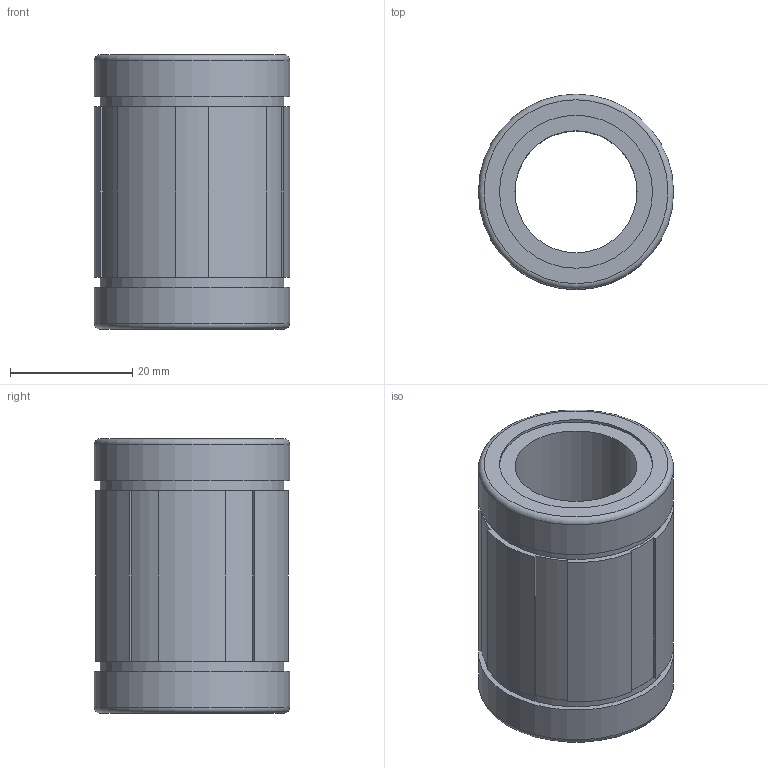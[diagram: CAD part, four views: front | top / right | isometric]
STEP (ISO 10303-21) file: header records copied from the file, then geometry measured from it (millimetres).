
FILE_DESCRIPTION (( 'STEP AP214' ), '1' );
FILE_NAME ('SBE20UU-Rollco.step', '2024-02-16T08:24:42', ( '' ), ( '' ), 'SwSTEP 2.0', 'SolidWorks 2010', '' );
FILE_SCHEMA (( 'AUTOMOTIVE_DESIGN' ));
Length unit declared in the file: millimetre
Products named in the file (1): SBE20UU-Rollco
Bounding box: 32 x 32 x 45 mm (x, y, z)
Volume: 21141.1 mm3; surface area: 8705.1 mm2
Topology: 1 solids, 1 shells, 41 faces, 97 edges, 64 vertices
Faces by surface type: plane 20, cylinder 19, torus 2
Full cylindrical faces by diameter (mm): 20 x1, 25.076 x2, 30.152 x2, 32 x2
Entity records: 1386 total; most frequent: DIRECTION 212, CARTESIAN_POINT 194, ORIENTED_EDGE 176, EDGE_CURVE 88, AXIS2_PLACEMENT_3D 82, VERTEX_POINT 64, EDGE_LOOP 58, FACE_OUTER_BOUND 50
